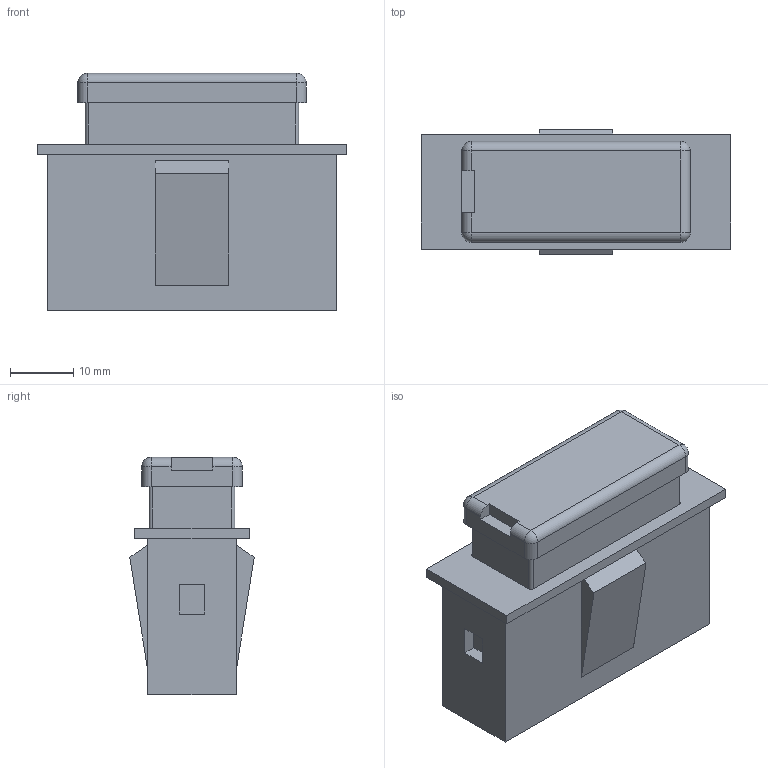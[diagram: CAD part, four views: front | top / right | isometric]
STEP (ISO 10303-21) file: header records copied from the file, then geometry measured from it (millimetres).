
FILE_DESCRIPTION((''),'2;1');
FILE_NAME('PRT0001','2023-05-09T',('ASUS'),(''),'PRO/ENGINEER BY PARAMETRIC TECHNOLOGY CORPORATION, 2013230','PRO/ENGINEER BY PARAMETRIC TECHNOLOGY CORPORATION, 2013230','');
FILE_SCHEMA(('CONFIG_CONTROL_DESIGN'));
Length unit declared in the file: millimetre
Products named in the file (1): PRT0001
Bounding box: 48.8 x 19.6 x 37.4 mm (x, y, z)
Volume: 23216.9 mm3; surface area: 6382.1 mm2
Topology: 1 solids, 1 shells, 60 faces, 141 edges, 90 vertices
Faces by surface type: plane 43, cylinder 13, sphere 4
Entity records: 1746 total; most frequent: CARTESIAN_POINT 291, DIRECTION 287, ORIENTED_EDGE 282, EDGE_CURVE 141, VECTOR 115, LINE 115, VERTEX_POINT 90, AXIS2_PLACEMENT_3D 86
